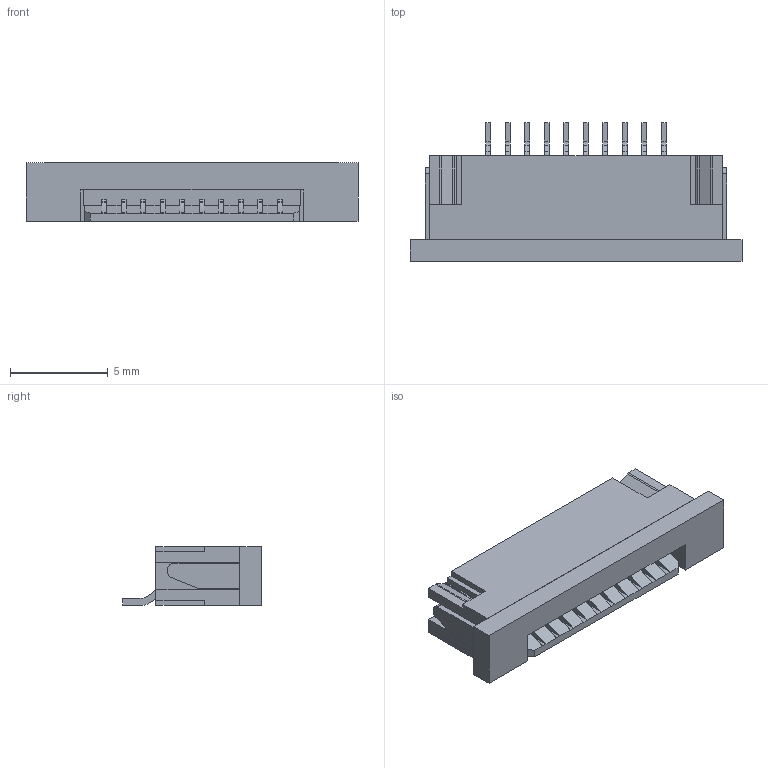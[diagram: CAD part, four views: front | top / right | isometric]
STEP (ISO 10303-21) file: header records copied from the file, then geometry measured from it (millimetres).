
FILE_DESCRIPTION((''),'2;1');
FILE_NAME('WURTH_686 110 144 22.stp','2015-08-06T10:23:38',(''),(''),'Mechanical Desktop 2011','Mechanical Desktop 2011',', , ');
FILE_SCHEMA(('AUTOMOTIVE_DESIGN { 1 2 10303 214 1 1 1 1 }'));
Length unit declared in the file: millimetre
Products named in the file (1): Product
Bounding box: 17 x 7.1 x 3.01 mm (x, y, z)
Volume: 197.9 mm3; surface area: 876.6 mm2
Topology: 14 solids, 14 shells, 637 faces, 1861 edges, 1224 vertices
Faces by surface type: plane 395, cylinder 242
Entity records: 21187 total; most frequent: CARTESIAN_POINT 3723, ORIENTED_EDGE 3722, DIRECTION 3623, EDGE_CURVE 1861, VECTOR 1375, LINE 1375, VERTEX_POINT 1224, AXIS2_PLACEMENT_3D 1124
